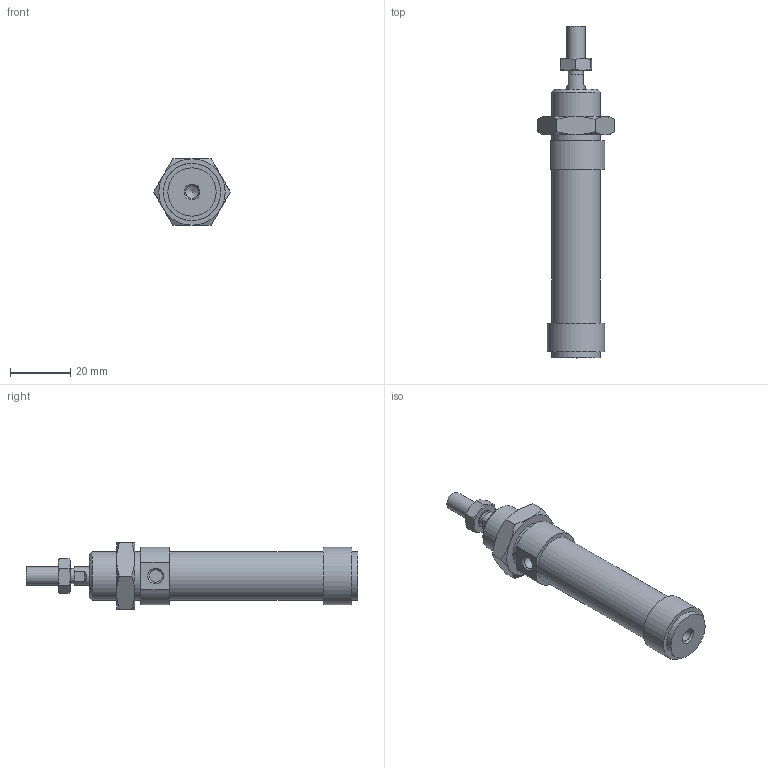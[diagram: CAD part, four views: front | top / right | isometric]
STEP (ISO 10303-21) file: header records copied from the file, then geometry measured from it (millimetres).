
FILE_DESCRIPTION( ( 'Unknown' ), '1' );
FILE_NAME( '1274.12.20.M.stp', 'Unknown', ( 'Unknown' ), ( 'Unknown' ), 'PSStep 17.0.49', 'Unknown', ' ' );
FILE_SCHEMA( ( 'AUTOMOTIVE_DESIGN { 1 0 10303 214 1 1 1 1 }' ) );
Length unit declared in the file: millimetre
Products named in the file (5): Assem1; S1260_12_100; C1261_12_100; 1200_12_06; 1200_12_05
Assembly tree (4 placements, depth 2):
  Assem1
    S1260_12_100
    C1261_12_100
    1200_12_06
    1200_12_05
Bounding box: 25.4 x 110 x 22 mm (x, y, z)
Volume: 19821.8 mm3; surface area: 10102.5 mm2
Topology: 4 solids, 4 shells, 83 faces, 168 edges, 102 vertices
Faces by surface type: plane 36, cone 32, cylinder 15
Full cylindrical faces by diameter (mm): 4.2 x2, 5 x2, 6 x3, 12 x2, 14.5 x1, 16 x3, 19 x1
Entity records: 2688 total; most frequent: CARTESIAN_POINT 419, DIRECTION 332, ORIENTED_EDGE 278, AXIS2_PLACEMENT_3D 153, EDGE_CURVE 139, EDGE_LOOP 118, FACE_OUTER_BOUND 97, VERTEX_POINT 96
